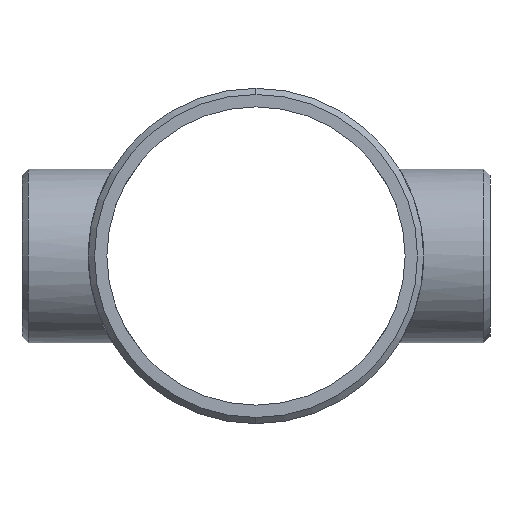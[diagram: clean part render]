
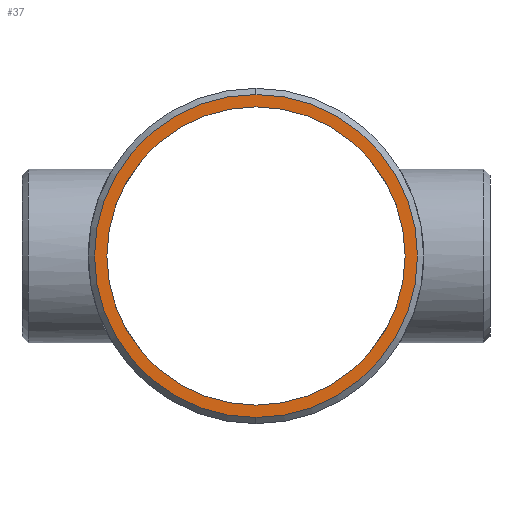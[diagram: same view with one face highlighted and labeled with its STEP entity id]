
A CAD part, left-side view. The second image highlights one B-rep face of the part: STEP entity #37.
In plain terms, the highlighted planar face has unit normal (-1, 0, 0).
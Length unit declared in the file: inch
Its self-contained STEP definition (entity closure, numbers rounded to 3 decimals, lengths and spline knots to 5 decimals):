
#2 = AXIS2_PLACEMENT_3D ( 'NONE', #1084, #1291, #375 ) ;
#3 = AXIS2_PLACEMENT_3D ( 'NONE', #367, #464, #185 ) ;
#33 = CIRCLE ( 'NONE', #664, 4.781 ) ;
#37 = ADVANCED_FACE ( 'NONE', ( #284, #167 ), #973, .T. ) ;
#80 = ORIENTED_EDGE ( 'NONE', *, *, #376, .T. ) ;
#90 = VERTEX_POINT ( 'NONE', #383 ) ;
#160 = CIRCLE ( 'NONE', #2, 4.781 ) ;
#167 = FACE_BOUND ( 'NONE', #983, .T. ) ;
#185 = DIRECTION ( 'NONE',  ( 0., 0., 1. ) ) ;
#186 = ORIENTED_EDGE ( 'NONE', *, *, #672, .T. ) ;
#223 = CIRCLE ( 'NONE', #1122, 5.177 ) ;
#236 = VERTEX_POINT ( 'NONE', #327 ) ;
#284 = FACE_OUTER_BOUND ( 'NONE', #1214, .T. ) ;
#327 = CARTESIAN_POINT ( 'NONE',  ( -8.5, 0., 4.781 ) ) ;
#367 = CARTESIAN_POINT ( 'NONE',  ( -8.5, 0., 0. ) ) ;
#375 = DIRECTION ( 'NONE',  ( 0., 0., 1. ) ) ;
#376 = EDGE_CURVE ( 'NONE', #90, #236, #160, .T. ) ;
#383 = CARTESIAN_POINT ( 'NONE',  ( -8.5, 0., -4.781 ) ) ;
#432 = EDGE_CURVE ( 'NONE', #588, #882, #1237, .T. ) ;
#437 = DIRECTION ( 'NONE',  ( -1., 0., 0. ) ) ;
#464 = DIRECTION ( 'NONE',  ( -1., 0., 0. ) ) ;
#466 = AXIS2_PLACEMENT_3D ( 'NONE', #1086, #485, #589 ) ;
#473 = CARTESIAN_POINT ( 'NONE',  ( -8.5, 0., 0. ) ) ;
#485 = DIRECTION ( 'NONE',  ( -1., 0., 0. ) ) ;
#588 = VERTEX_POINT ( 'NONE', #1129 ) ;
#589 = DIRECTION ( 'NONE',  ( 0., 0., -1. ) ) ;
#636 = CARTESIAN_POINT ( 'NONE',  ( -8.5, 0., 0. ) ) ;
#664 = AXIS2_PLACEMENT_3D ( 'NONE', #473, #783, #1294 ) ;
#672 = EDGE_CURVE ( 'NONE', #882, #588, #223, .T. ) ;
#746 = DIRECTION ( 'NONE',  ( 0., 0., 1. ) ) ;
#783 = DIRECTION ( 'NONE',  ( 1., 0., 0. ) ) ;
#882 = VERTEX_POINT ( 'NONE', #1029 ) ;
#973 = PLANE ( 'NONE',  #466 ) ;
#983 = EDGE_LOOP ( 'NONE', ( #1094, #80 ) ) ;
#1029 = CARTESIAN_POINT ( 'NONE',  ( -8.5, 0., 5.177 ) ) ;
#1043 = ORIENTED_EDGE ( 'NONE', *, *, #432, .T. ) ;
#1084 = CARTESIAN_POINT ( 'NONE',  ( -8.5, 0., 0. ) ) ;
#1086 = CARTESIAN_POINT ( 'NONE',  ( -8.5, 0., 0. ) ) ;
#1094 = ORIENTED_EDGE ( 'NONE', *, *, #1187, .T. ) ;
#1122 = AXIS2_PLACEMENT_3D ( 'NONE', #636, #437, #746 ) ;
#1129 = CARTESIAN_POINT ( 'NONE',  ( -8.5, 0., -5.177 ) ) ;
#1187 = EDGE_CURVE ( 'NONE', #236, #90, #33, .T. ) ;
#1214 = EDGE_LOOP ( 'NONE', ( #1043, #186 ) ) ;
#1237 = CIRCLE ( 'NONE', #3, 5.177 ) ;
#1291 = DIRECTION ( 'NONE',  ( 1., 0., 0. ) ) ;
#1294 = DIRECTION ( 'NONE',  ( 0., 0., 1. ) ) ;
